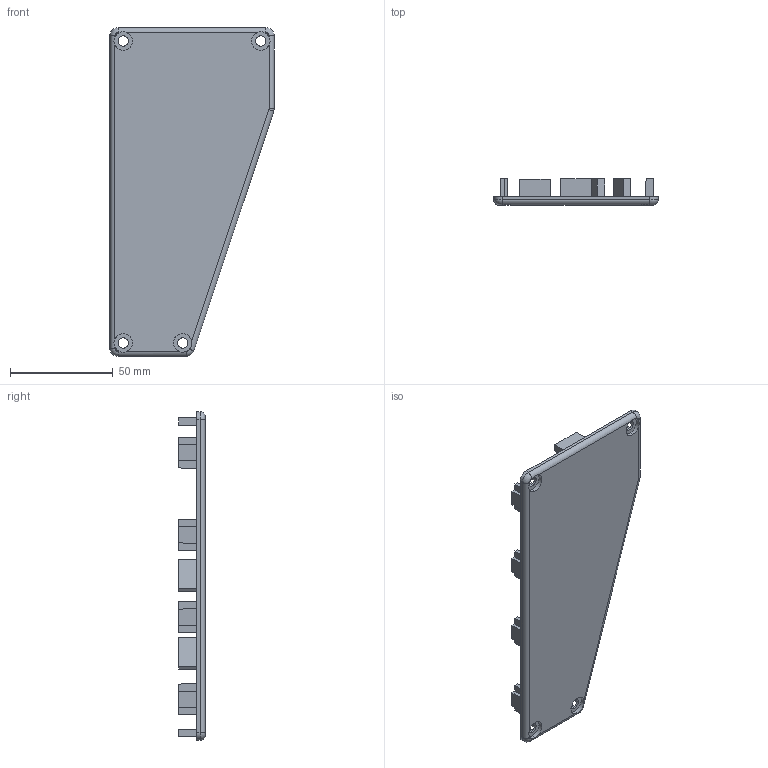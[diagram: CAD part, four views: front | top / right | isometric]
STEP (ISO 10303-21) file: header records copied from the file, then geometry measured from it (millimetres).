
FILE_DESCRIPTION (( 'STEP AP214' ), '1' );
FILE_NAME ('091249r.STEP', '2014-08-22T06:06:50', ( '' ), ( '' ), 'SwSTEP 2.0', 'SolidWorks 2014', '' );
FILE_SCHEMA (( 'AUTOMOTIVE_DESIGN' ));
Length unit declared in the file: millimetre
Products named in the file (1): 091249r
Bounding box: 80 x 12.8 x 160 mm (x, y, z)
Volume: 35254 mm3; surface area: 25951.6 mm2
Topology: 1 solids, 1 shells, 205 faces, 575 edges, 380 vertices
Faces by surface type: plane 137, cylinder 63, torus 5
Entity records: 6756 total; most frequent: CARTESIAN_POINT 1279, ORIENTED_EDGE 1150, DIRECTION 1139, EDGE_CURVE 575, VECTOR 397, LINE 397, VERTEX_POINT 380, AXIS2_PLACEMENT_3D 371
